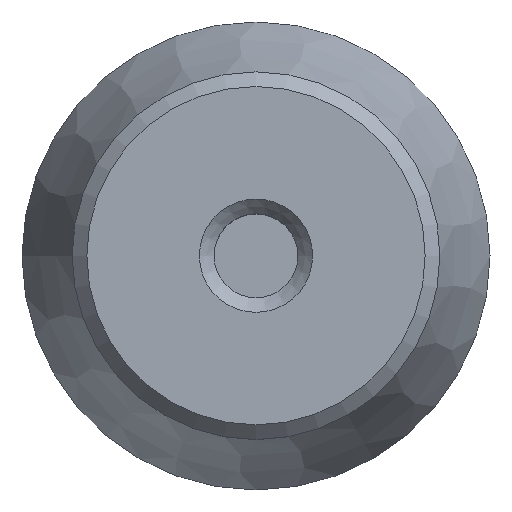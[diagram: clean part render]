
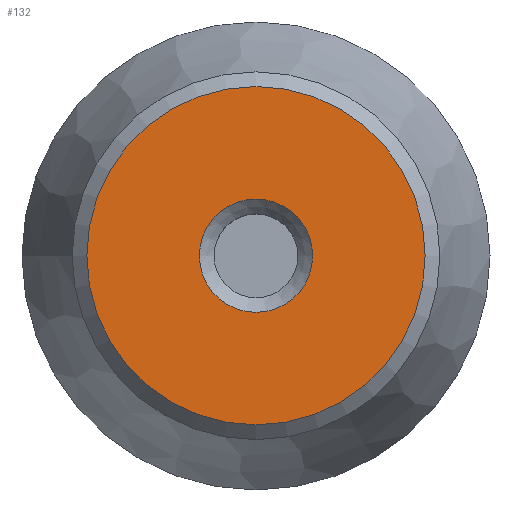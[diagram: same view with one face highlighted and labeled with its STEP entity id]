
A CAD part, top view. The second image highlights one B-rep face of the part: STEP entity #132.
In plain terms, the highlighted planar face has unit normal (0, 0, 1).
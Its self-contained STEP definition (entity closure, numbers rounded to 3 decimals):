
#17=FACE_BOUND('',#53,.T.);
#42=FACE_OUTER_BOUND('',#52,.T.);
#52=EDGE_LOOP('',(#109));
#53=EDGE_LOOP('',(#110));
#63=CIRCLE('',#161,11.5);
#65=CIRCLE('',#164,3.85);
#72=VERTEX_POINT('',#236);
#74=VERTEX_POINT('',#242);
#84=EDGE_CURVE('',#72,#72,#63,.T.);
#87=EDGE_CURVE('',#74,#74,#65,.T.);
#109=ORIENTED_EDGE('',*,*,#84,.F.);
#110=ORIENTED_EDGE('',*,*,#87,.F.);
#125=PLANE('',#163);
#132=ADVANCED_FACE('',(#42,#17),#125,.T.);
#161=AXIS2_PLACEMENT_3D('',#237,#195,#196);
#163=AXIS2_PLACEMENT_3D('',#241,#200,#201);
#164=AXIS2_PLACEMENT_3D('',#243,#202,#203);
#195=DIRECTION('center_axis',(0.,0.,-1.));
#196=DIRECTION('ref_axis',(1.,0.,0.));
#200=DIRECTION('center_axis',(0.,0.,1.));
#201=DIRECTION('ref_axis',(1.,0.,0.));
#202=DIRECTION('center_axis',(0.,0.,1.));
#203=DIRECTION('ref_axis',(1.,0.,0.));
#236=CARTESIAN_POINT('',(-11.5,0.,2.3));
#237=CARTESIAN_POINT('Origin',(0.,0.,2.3));
#241=CARTESIAN_POINT('Origin',(0.,0.,2.3));
#242=CARTESIAN_POINT('',(-3.85,0.,2.3));
#243=CARTESIAN_POINT('Origin',(0.,0.,2.3));
